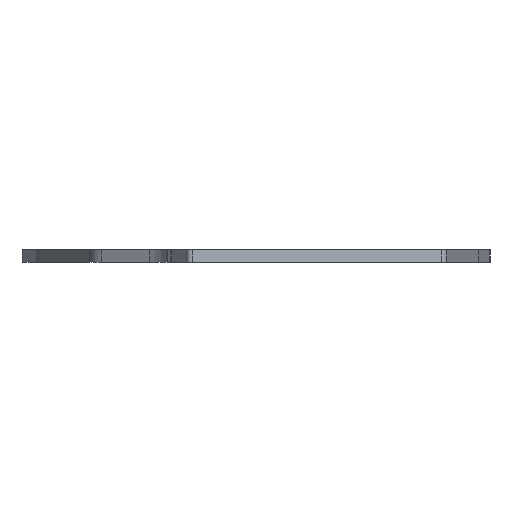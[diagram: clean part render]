
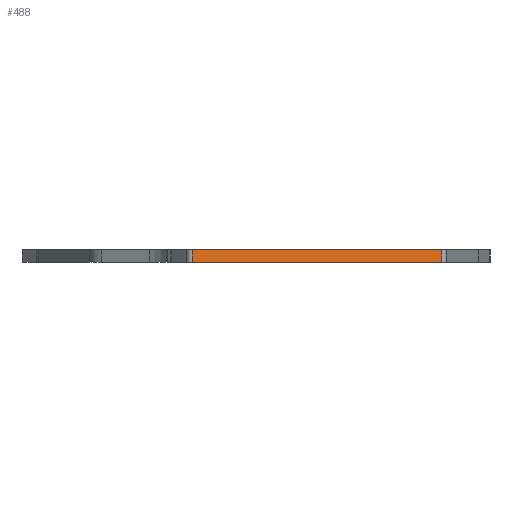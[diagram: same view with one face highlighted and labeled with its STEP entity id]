
A CAD part, left-side view. The second image highlights one B-rep face of the part: STEP entity #488.
In plain terms, the highlighted planar face has unit normal (-0.986, -0.169, 0).
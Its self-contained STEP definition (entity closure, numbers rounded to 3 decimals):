
#488=ADVANCED_FACE('',(#16005),#16007,.T.);
#16005=FACE_BOUND('',#16006,.T.);
#16006=EDGE_LOOP('',(#29507,#29508,#29509,#29510));
#16007=PLANE('',#16008);
#16008=AXIS2_PLACEMENT_3D('',#16009,#16010,#16011);
#16009=CARTESIAN_POINT('',(-133.749,12.854,-5.));
#16010=DIRECTION('',(-0.986,-0.169,0.));
#16011=DIRECTION('',(0.169,-0.986,0.));
#29507=ORIENTED_EDGE('',*,*,#37227,.F.);
#29508=ORIENTED_EDGE('',*,*,#38606,.F.);
#29509=ORIENTED_EDGE('',*,*,#37057,.F.);
#29510=ORIENTED_EDGE('',*,*,#38563,.T.);
#37057=EDGE_CURVE('',#41744,#41745,#41746,.F.);
#37227=EDGE_CURVE('',#42084,#42085,#42086,.T.);
#38563=EDGE_CURVE('',#41744,#42085,#44754,.T.);
#38606=EDGE_CURVE('',#41745,#42084,#44797,.T.);
#41744=VERTEX_POINT('',#49565);
#41745=VERTEX_POINT('',#49566);
#41746=LINE('',#49567,#49568);
#42084=VERTEX_POINT('',#50265);
#42085=VERTEX_POINT('',#50266);
#42086=LINE('',#50267,#50268);
#44754=LINE('',#56493,#56494);
#44797=LINE('',#56622,#56623);
#49565=CARTESIAN_POINT('',(-125.121,-37.357,-2.6));
#49566=CARTESIAN_POINT('',(-133.749,12.854,-2.6));
#49567=CARTESIAN_POINT('',(-133.749,12.854,-2.6));
#49568=VECTOR('',#49569,1.);
#49569=DIRECTION('',(0.169,-0.986,0.));
#50265=CARTESIAN_POINT('',(-133.749,12.854,0.));
#50266=CARTESIAN_POINT('',(-125.121,-37.357,0.));
#50267=CARTESIAN_POINT('',(-133.749,12.854,0.));
#50268=VECTOR('',#50269,1.);
#50269=DIRECTION('',(0.169,-0.986,0.));
#56493=CARTESIAN_POINT('',(-125.121,-37.357,-2.6));
#56494=VECTOR('',#56495,1.);
#56495=DIRECTION('',(0.,0.,1.));
#56622=CARTESIAN_POINT('',(-133.749,12.854,-2.6));
#56623=VECTOR('',#56624,1.);
#56624=DIRECTION('',(0.,0.,1.));
